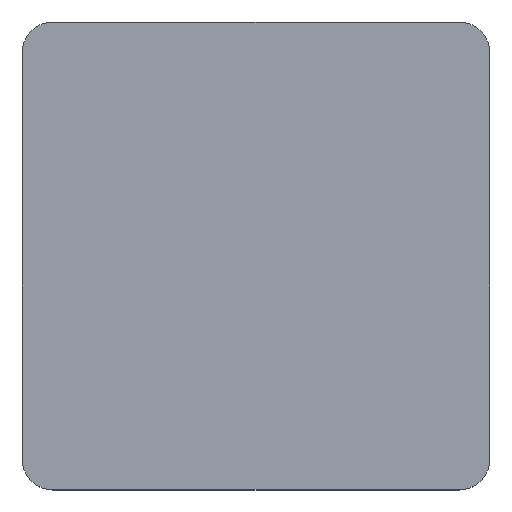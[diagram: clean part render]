
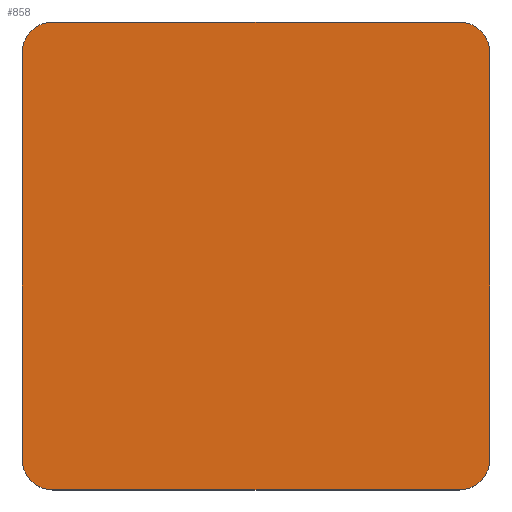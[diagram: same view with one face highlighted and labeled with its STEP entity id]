
A CAD part, top view. The second image highlights one B-rep face of the part: STEP entity #858.
In plain terms, the highlighted planar face has unit normal (0, 0, 1).
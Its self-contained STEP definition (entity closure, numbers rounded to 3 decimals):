
#5 = CARTESIAN_POINT ( 'NONE',  ( 727.412, 964.382, 1315.466 ) ) ;
#7 = VECTOR ( 'NONE', #239, 1000. ) ;
#22 = DIRECTION ( 'NONE',  ( 0., 0., 1. ) ) ;
#30 = VERTEX_POINT ( 'NONE', #231 ) ;
#32 = DIRECTION ( 'NONE',  ( 1., 0., 0. ) ) ;
#70 = VECTOR ( 'NONE', #127, 1000. ) ;
#76 = ORIENTED_EDGE ( 'NONE', *, *, #393, .T. ) ;
#85 = AXIS2_PLACEMENT_3D ( 'NONE', #684, #22, #32 ) ;
#87 = ORIENTED_EDGE ( 'NONE', *, *, #526, .T. ) ;
#88 = VERTEX_POINT ( 'NONE', #775 ) ;
#98 = DIRECTION ( 'NONE',  ( 1., 0., 0. ) ) ;
#121 = ORIENTED_EDGE ( 'NONE', *, *, #288, .T. ) ;
#127 = DIRECTION ( 'NONE',  ( 1., 0., 0. ) ) ;
#142 = CIRCLE ( 'NONE', #85, 2. ) ;
#167 = FACE_OUTER_BOUND ( 'NONE', #285, .T. ) ;
#170 = DIRECTION ( 'NONE',  ( 1., 0., 0. ) ) ;
#198 = VERTEX_POINT ( 'NONE', #516 ) ;
#225 = AXIS2_PLACEMENT_3D ( 'NONE', #817, #603, #834 ) ;
#230 = CARTESIAN_POINT ( 'NONE',  ( 755.812, 935.982, 1315.466 ) ) ;
#231 = CARTESIAN_POINT ( 'NONE',  ( 755.812, 933.982, 1315.466 ) ) ;
#239 = DIRECTION ( 'NONE',  ( -1., 0., 0. ) ) ;
#258 = CARTESIAN_POINT ( 'NONE',  ( 729.412, 964.382, 1315.466 ) ) ;
#267 = DIRECTION ( 'NONE',  ( 1., 0., 0. ) ) ;
#285 = EDGE_LOOP ( 'NONE', ( #433, #586, #758, #522, #843, #121, #87, #76 ) ) ;
#288 = EDGE_CURVE ( 'NONE', #30, #384, #931, .T. ) ;
#312 = CARTESIAN_POINT ( 'NONE',  ( 727.412, 935.982, 1315.466 ) ) ;
#355 = EDGE_CURVE ( 'NONE', #386, #518, #451, .T. ) ;
#374 = DIRECTION ( 'NONE',  ( 0., 0., 1. ) ) ;
#384 = VERTEX_POINT ( 'NONE', #402 ) ;
#386 = VERTEX_POINT ( 'NONE', #692 ) ;
#393 = EDGE_CURVE ( 'NONE', #88, #386, #142, .T. ) ;
#402 = CARTESIAN_POINT ( 'NONE',  ( 757.812, 935.982, 1315.466 ) ) ;
#428 = AXIS2_PLACEMENT_3D ( 'NONE', #230, #459, #98 ) ;
#433 = ORIENTED_EDGE ( 'NONE', *, *, #355, .T. ) ;
#451 = LINE ( 'NONE', #836, #7 ) ;
#458 = CIRCLE ( 'NONE', #580, 2. ) ;
#459 = DIRECTION ( 'NONE',  ( 0., 0., 1. ) ) ;
#465 = PLANE ( 'NONE',  #471 ) ;
#471 = AXIS2_PLACEMENT_3D ( 'NONE', #759, #374, #170 ) ;
#479 = LINE ( 'NONE', #629, #654 ) ;
#494 = LINE ( 'NONE', #787, #70 ) ;
#516 = CARTESIAN_POINT ( 'NONE',  ( 727.412, 962.382, 1315.466 ) ) ;
#518 = VERTEX_POINT ( 'NONE', #258 ) ;
#522 = ORIENTED_EDGE ( 'NONE', *, *, #909, .T. ) ;
#526 = EDGE_CURVE ( 'NONE', #384, #88, #479, .T. ) ;
#557 = EDGE_CURVE ( 'NONE', #847, #30, #494, .T. ) ;
#559 = DIRECTION ( 'NONE',  ( 0., 0., 1. ) ) ;
#580 = AXIS2_PLACEMENT_3D ( 'NONE', #638, #559, #267 ) ;
#586 = ORIENTED_EDGE ( 'NONE', *, *, #829, .T. ) ;
#599 = LINE ( 'NONE', #5, #672 ) ;
#603 = DIRECTION ( 'NONE',  ( 0., 0., 1. ) ) ;
#629 = CARTESIAN_POINT ( 'NONE',  ( 757.812, 933.982, 1315.466 ) ) ;
#638 = CARTESIAN_POINT ( 'NONE',  ( 729.412, 935.982, 1315.466 ) ) ;
#639 = DIRECTION ( 'NONE',  ( 0., 1., 0. ) ) ;
#654 = VECTOR ( 'NONE', #639, 1000. ) ;
#672 = VECTOR ( 'NONE', #773, 1000. ) ;
#684 = CARTESIAN_POINT ( 'NONE',  ( 755.812, 962.382, 1315.466 ) ) ;
#692 = CARTESIAN_POINT ( 'NONE',  ( 755.812, 964.382, 1315.466 ) ) ;
#718 = CIRCLE ( 'NONE', #225, 2. ) ;
#758 = ORIENTED_EDGE ( 'NONE', *, *, #864, .T. ) ;
#759 = CARTESIAN_POINT ( 'NONE',  ( 0., 0., 1315.466 ) ) ;
#773 = DIRECTION ( 'NONE',  ( 0., -1., 0. ) ) ;
#775 = CARTESIAN_POINT ( 'NONE',  ( 757.812, 962.382, 1315.466 ) ) ;
#787 = CARTESIAN_POINT ( 'NONE',  ( 727.412, 933.982, 1315.466 ) ) ;
#798 = VERTEX_POINT ( 'NONE', #312 ) ;
#817 = CARTESIAN_POINT ( 'NONE',  ( 729.412, 962.382, 1315.466 ) ) ;
#829 = EDGE_CURVE ( 'NONE', #518, #198, #718, .T. ) ;
#831 = CARTESIAN_POINT ( 'NONE',  ( 729.412, 933.982, 1315.466 ) ) ;
#834 = DIRECTION ( 'NONE',  ( 1., 0., 0. ) ) ;
#836 = CARTESIAN_POINT ( 'NONE',  ( 757.812, 964.382, 1315.466 ) ) ;
#843 = ORIENTED_EDGE ( 'NONE', *, *, #557, .T. ) ;
#847 = VERTEX_POINT ( 'NONE', #831 ) ;
#858 = ADVANCED_FACE ( 'NONE', ( #167 ), #465, .T. ) ;
#864 = EDGE_CURVE ( 'NONE', #198, #798, #599, .T. ) ;
#909 = EDGE_CURVE ( 'NONE', #798, #847, #458, .T. ) ;
#931 = CIRCLE ( 'NONE', #428, 2. ) ;
